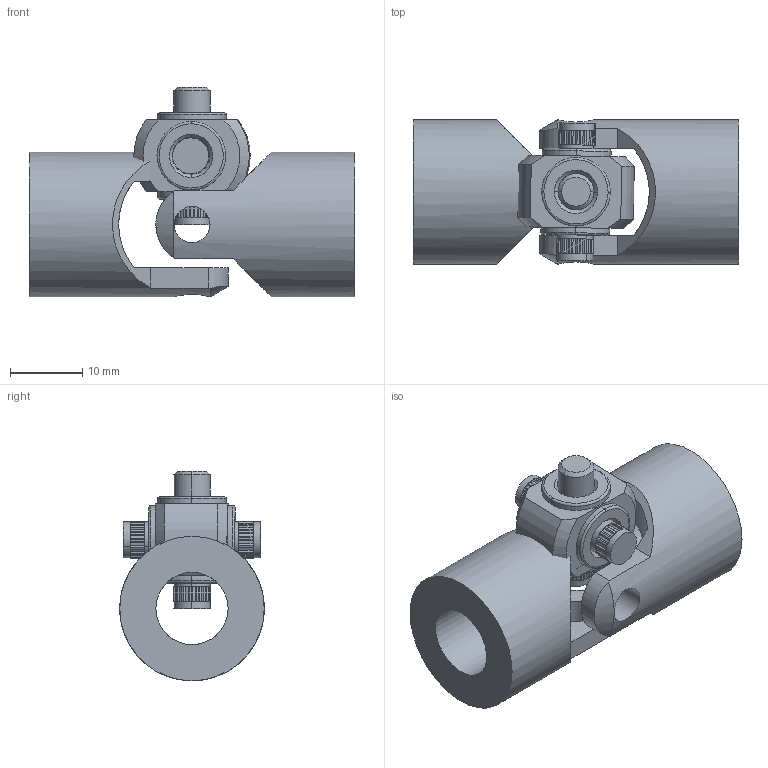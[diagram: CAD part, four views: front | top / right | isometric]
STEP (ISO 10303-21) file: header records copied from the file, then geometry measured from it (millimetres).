
FILE_DESCRIPTION(/* description */ ('Alibre Inc.'),/* implementation_level */ '2;1');
FILE_NAME(/* name */ 'export0',/* time_stamp */ '2012-08-13T16:28:24+02:00',/* author */ (''),/* organization */ (''),/* preprocessor_version */ 'ST-DEVELOPER v12',/* originating_system */ 'Alibre',/* authorisation */ '');
FILE_SCHEMA (('CONFIG_CONTROL_DESIGN'));
Length unit declared in the file: centimetre
Products named in the file (4): ID_1
Bounding box: 45 x 20 x 29 mm (x, y, z)
Volume: 9750.6 mm3; surface area: 6397.2 mm2
Topology: 6 solids, 6 shells, 466 faces, 1162 edges, 706 vertices
Faces by surface type: plane 302, cylinder 134, cone 22, torus 8
Full cylindrical faces by diameter (mm): 5 x4, 10 x2, 20 x2
Entity records: 14195 total; most frequent: CARTESIAN_POINT 2891, ORIENTED_EDGE 2292, DIRECTION 2182, EDGE_CURVE 1146, AXIS2_PLACEMENT_3D 931, VERTEX_POINT 698, VECTOR 626, LINE 626
